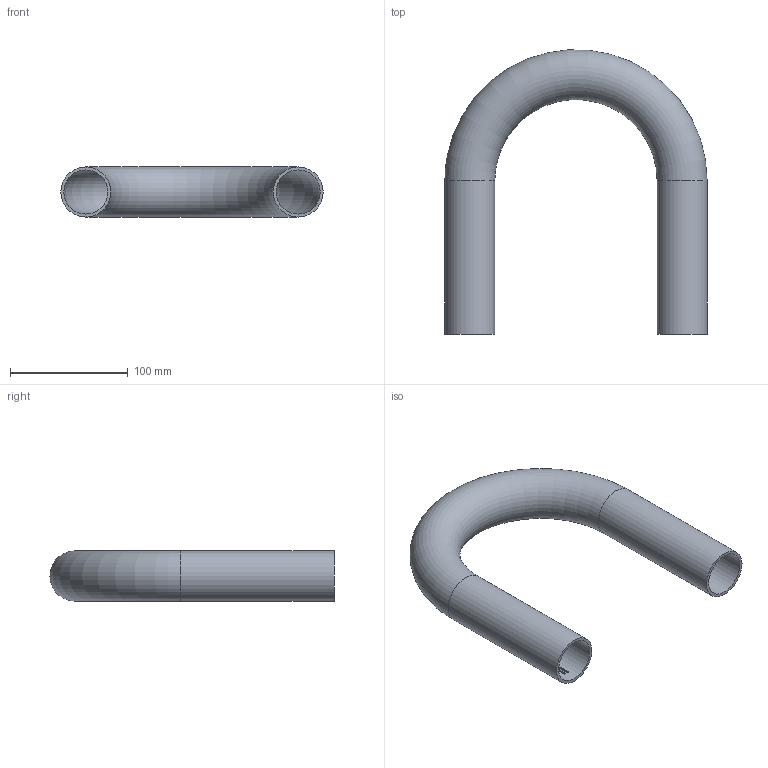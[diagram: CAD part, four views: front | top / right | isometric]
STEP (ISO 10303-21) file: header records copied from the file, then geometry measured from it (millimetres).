
FILE_DESCRIPTION (( 'STEP AP203' ), '1' );
FILE_NAME ('55140-U090.step', '2023-04-14T08:28:12', ( '' ), ( '' ), 'SwSTEP 2.0', 'SolidWorks 2018', '' );
FILE_SCHEMA (( 'CONFIG_CONTROL_DESIGN' ));
Length unit declared in the file: millimetre
Products named in the file (1): 55140-U090
Bounding box: 222.4 x 240.96 x 42.4 mm (x, y, z)
Volume: 170081 mm3; surface area: 136702.2 mm2
Topology: 1 solids, 1 shells, 239 faces, 629 edges, 418 vertices
Faces by surface type: bspline 107, plane 100, cylinder 30, torus 2
Full cylindrical faces by diameter (mm): 37.4 x2, 42.4 x2
Entity records: 12010 total; most frequent: CARTESIAN_POINT 6746, ORIENTED_EDGE 1246, DIRECTION 751, EDGE_CURVE 623, VERTEX_POINT 418, VECTOR 289, LINE 289, EDGE_LOOP 273
